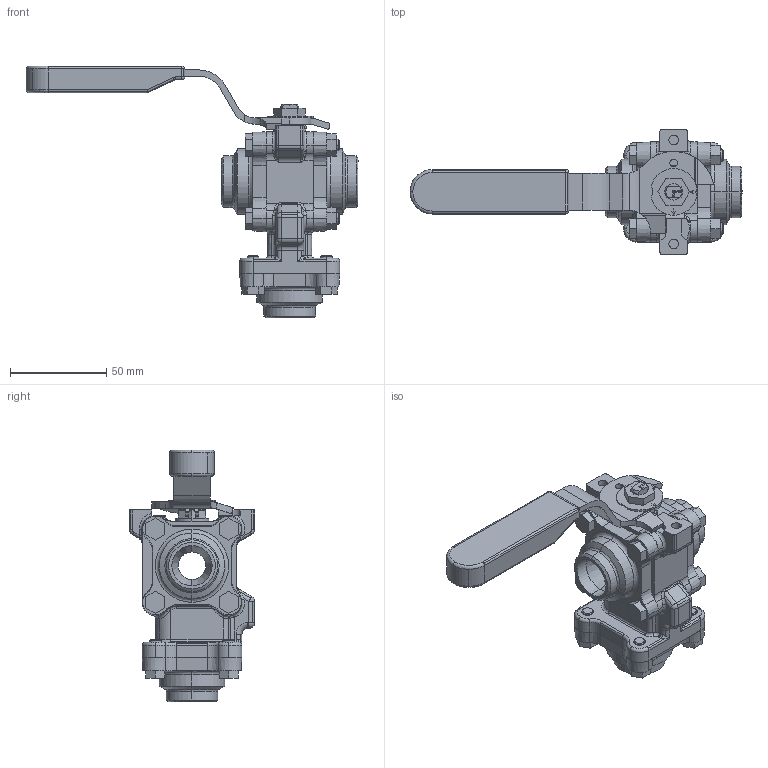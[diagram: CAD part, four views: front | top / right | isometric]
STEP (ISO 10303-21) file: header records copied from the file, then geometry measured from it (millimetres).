
FILE_DESCRIPTION((''),'2;1');
FILE_NAME('AT13 DN20 BWA 3D.stp','2011-05-16T13:45:02',(''),(''),'Mechanical Desktop 2006','Mechanical Desktop 2006',', , ');
FILE_SCHEMA(('CONFIG_CONTROL_DESIGN'));
Length unit declared in the file: millimetre
Products named in the file (12): AT13 DN20 BWA 3D; ~M6 FULL NUT; M6 X 45 HEX BOLT; M6 X 16 HEX BOLT; GLAND NUT; FLOW INDICATOR; WRENCH; SLEEVE; B00005-52001; 07 AT13 STEM BUILD; BWA; BODY
Assembly tree (23 placements, depth 2):
  AT13 DN20 BWA 3D
    ~M6 FULL NUT  x4
    M6 X 45 HEX BOLT  x4
    M6 X 16 HEX BOLT  x4
    GLAND NUT  x2
    FLOW INDICATOR
    WRENCH
    SLEEVE
    B00005-52001
    07 AT13 STEM BUILD
    BWA  x3
    BODY
Bounding box: 172.47 x 65.1 x 130.91 mm (x, y, z)
Volume: 186841.7 mm3; surface area: 74933.9 mm2
Topology: 23 solids, 23 shells, 841 faces, 2131 edges, 1337 vertices
Faces by surface type: cylinder 336, plane 287, bspline 92, cone 86, torus 30, sphere 10
Entity records: 29700 total; most frequent: CARTESIAN_POINT 14140, DIRECTION 3274, ORIENTED_EDGE 3202, EDGE_CURVE 1601, AXIS2_PLACEMENT_3D 1268, VERTEX_POINT 1009, VECTOR 738, LINE 738
